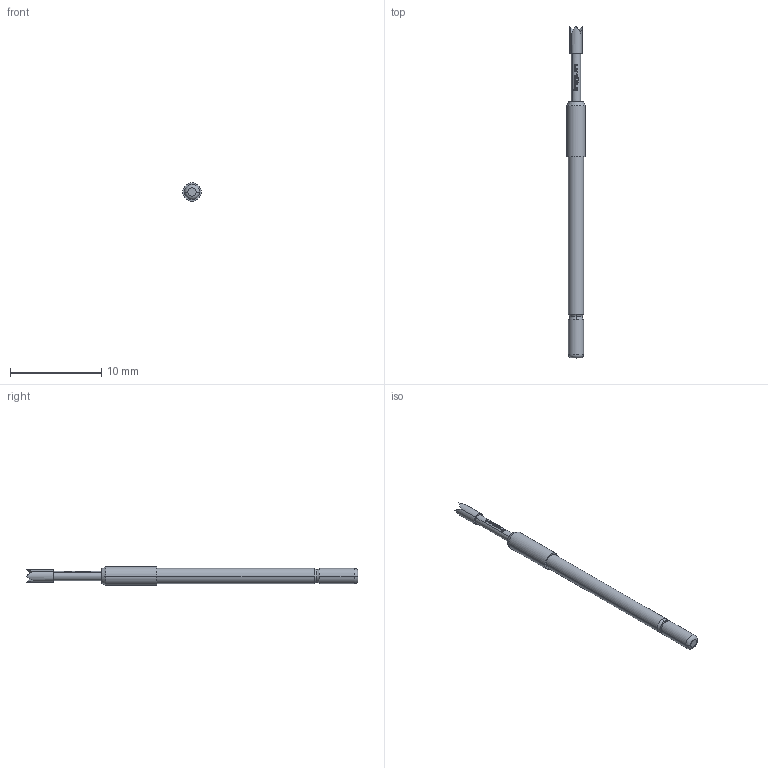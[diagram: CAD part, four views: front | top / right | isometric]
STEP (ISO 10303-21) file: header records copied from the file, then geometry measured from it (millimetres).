
FILE_DESCRIPTION (( 'STEP AP203' ), '1' );
FILE_NAME ('INGUN_GKS-112_204_130_R_xx06.STEP', '2022-01-11T07:14:58', ( 'ochi' ), ( '' ), 'SwSTEP 2.0', 'SolidWorks 2018', '' );
FILE_SCHEMA (( 'CONFIG_CONTROL_DESIGN' ));
Length unit declared in the file: millimetre
Products named in the file (1): INGUN_GKS-112_204_130_R_xx06
Bounding box: 2 x 36.3 x 2 mm (x, y, z)
Volume: 72.8 mm3; surface area: 186.2 mm2
Topology: 1 solids, 1 shells, 98 faces, 248 edges, 161 vertices
Faces by surface type: plane 52, bspline 22, cylinder 16, torus 6, cone 2
Entity records: 3281 total; most frequent: CARTESIAN_POINT 1032, ORIENTED_EDGE 496, DIRECTION 382, EDGE_CURVE 248, VERTEX_POINT 161, AXIS2_PLACEMENT_3D 151, EDGE_LOOP 107, FACE_OUTER_BOUND 98
